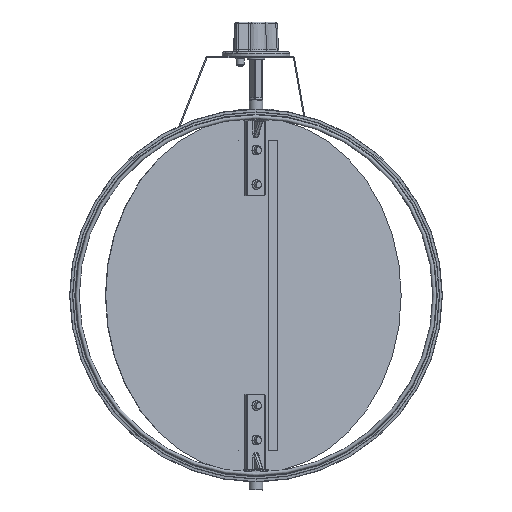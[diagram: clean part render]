
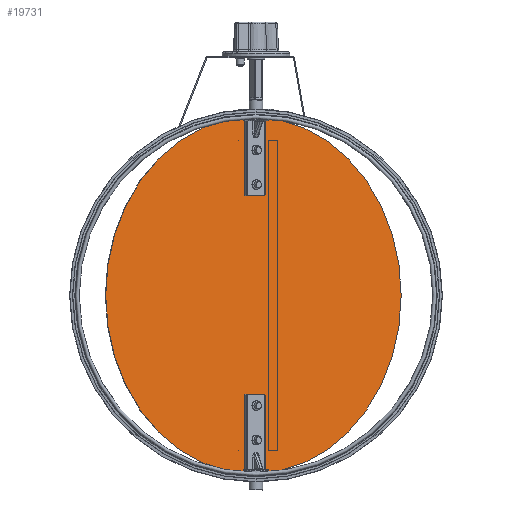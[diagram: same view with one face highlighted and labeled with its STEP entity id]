
A CAD part, front view. The second image highlights one B-rep face of the part: STEP entity #19731.
In plain terms, the highlighted face is planar.
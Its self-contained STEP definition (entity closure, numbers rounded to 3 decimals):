
#19702=CARTESIAN_POINT('',(155.0,0.,0.0));
#19703=VERTEX_POINT('',#19702);
#19704=CARTESIAN_POINT('',(0.0,0.0,0.0));
#19705=DIRECTION('',(0.0,0.0,-1.0));
#19706=DIRECTION('',(-1.0,0.0,0.0));
#19707=AXIS2_PLACEMENT_3D('',#19704,#19705,#19706);
#19708=CIRCLE('',#19707,155.0);
#19709=EDGE_CURVE('',#19703,#19703,#19708,.T.);
#19723=CARTESIAN_POINT('',(0.0,0.0,0.0));
#19724=DIRECTION('',(0.0,0.0,-1.0));
#19725=DIRECTION('',(-1.0,0.0,0.0));
#19726=AXIS2_PLACEMENT_3D('',#19723,#19724,#19725);
#19727=PLANE('',#19726);
#19728=ORIENTED_EDGE('',*,*,#19709,.T.);
#19729=EDGE_LOOP('',(#19728));
#19730=FACE_OUTER_BOUND('',#19729,.T.);
#19731=ADVANCED_FACE('',(#19730),#19727,.T.);
